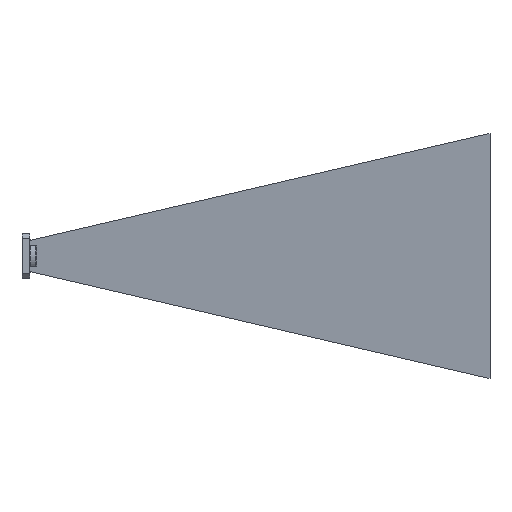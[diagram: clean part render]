
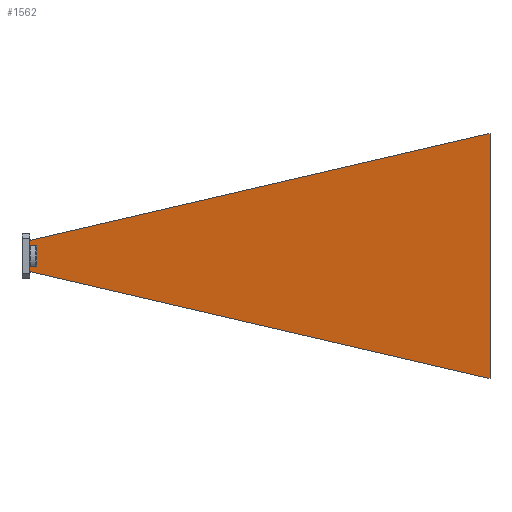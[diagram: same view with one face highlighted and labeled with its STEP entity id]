
A CAD part, front view. The second image highlights one B-rep face of the part: STEP entity #1562.
In plain terms, the highlighted planar face has unit normal (-0.152, -0.988, 0).
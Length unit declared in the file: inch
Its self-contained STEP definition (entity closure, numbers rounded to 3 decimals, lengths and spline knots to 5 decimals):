
#26 = EDGE_LOOP ( 'NONE', ( #1569, #466, #1088, #989, #3048, #2677, #2360, #1410 ) ) ;
#176 = LINE ( 'NONE', #3118, #1008 ) ;
#356 = EDGE_CURVE ( 'NONE', #1018, #3183, #618, .T. ) ;
#371 = LINE ( 'NONE', #2977, #682 ) ;
#382 = DIRECTION ( 'NONE',  ( 0., 0., -1. ) ) ;
#393 = CARTESIAN_POINT ( 'NONE',  ( 9.19, -1.535, 2.407 ) ) ;
#430 = LINE ( 'NONE', #1711, #1319 ) ;
#466 = ORIENTED_EDGE ( 'NONE', *, *, #2714, .T. ) ;
#529 = EDGE_CURVE ( 'NONE', #1018, #2673, #1061, .T. ) ;
#553 = VERTEX_POINT ( 'NONE', #1307 ) ;
#618 = LINE ( 'NONE', #1649, #2374 ) ;
#679 = VECTOR ( 'NONE', #3124, 39.37008 ) ;
#682 = VECTOR ( 'NONE', #2478, 39.37008 ) ;
#800 = DIRECTION ( 'NONE',  ( 0.963, -0.148, -0.224 ) ) ;
#807 = CARTESIAN_POINT ( 'NONE',  ( 0.156, -0.147, 0.304 ) ) ;
#809 = VECTOR ( 'NONE', #3038, 39.37008 ) ;
#918 = EDGE_CURVE ( 'NONE', #2673, #2257, #176, .T. ) ;
#964 = DIRECTION ( 'NONE',  ( 0., 0., -1. ) ) ;
#989 = ORIENTED_EDGE ( 'NONE', *, *, #3326, .F. ) ;
#1008 = VECTOR ( 'NONE', #1256, 39.37008 ) ;
#1018 = VERTEX_POINT ( 'NONE', #807 ) ;
#1061 = LINE ( 'NONE', #2836, #679 ) ;
#1088 = ORIENTED_EDGE ( 'NONE', *, *, #2346, .T. ) ;
#1123 = VECTOR ( 'NONE', #964, 39.37008 ) ;
#1171 = CARTESIAN_POINT ( 'NONE',  ( 0.285, -0.16682, -0.205 ) ) ;
#1200 = CARTESIAN_POINT ( 'NONE',  ( -0.01847, -0.12019, 0. ) ) ;
#1250 = CARTESIAN_POINT ( 'NONE',  ( 0.156, -0.147, -0.205 ) ) ;
#1256 = DIRECTION ( 'NONE',  ( 0., 0., -1. ) ) ;
#1307 = CARTESIAN_POINT ( 'NONE',  ( 0.156, -0.147, -0.304 ) ) ;
#1319 = VECTOR ( 'NONE', #1746, 39.37008 ) ;
#1410 = ORIENTED_EDGE ( 'NONE', *, *, #529, .F. ) ;
#1478 = VERTEX_POINT ( 'NONE', #3128 ) ;
#1562 = ADVANCED_FACE ( 'NONE', ( #3208 ), #1592, .F. ) ;
#1569 = ORIENTED_EDGE ( 'NONE', *, *, #356, .T. ) ;
#1585 = LINE ( 'NONE', #3147, #2163 ) ;
#1592 = PLANE ( 'NONE',  #2300 ) ;
#1649 = CARTESIAN_POINT ( 'NONE',  ( 0.156, -0.147, 0.304 ) ) ;
#1711 = CARTESIAN_POINT ( 'NONE',  ( -0.01847, -0.12019, 0.205 ) ) ;
#1720 = CARTESIAN_POINT ( 'NONE',  ( 0.285, -0.16682, 0. ) ) ;
#1746 = DIRECTION ( 'NONE',  ( 0.988, -0.152, 0. ) ) ;
#1981 = LINE ( 'NONE', #3334, #809 ) ;
#2163 = VECTOR ( 'NONE', #800, 39.37008 ) ;
#2227 = DIRECTION ( 'NONE',  ( 0.152, 0.988, 0. ) ) ;
#2237 = EDGE_CURVE ( 'NONE', #553, #2257, #1585, .T. ) ;
#2257 = VERTEX_POINT ( 'NONE', #3004 ) ;
#2300 = AXIS2_PLACEMENT_3D ( 'NONE', #1200, #2227, #3286 ) ;
#2335 = EDGE_CURVE ( 'NONE', #3091, #553, #371, .T. ) ;
#2346 = EDGE_CURVE ( 'NONE', #1478, #2881, #3310, .T. ) ;
#2360 = ORIENTED_EDGE ( 'NONE', *, *, #918, .F. ) ;
#2374 = VECTOR ( 'NONE', #382, 39.37008 ) ;
#2424 = CARTESIAN_POINT ( 'NONE',  ( 0.156, -0.147, 0.205 ) ) ;
#2478 = DIRECTION ( 'NONE',  ( 0., 0., -1. ) ) ;
#2673 = VERTEX_POINT ( 'NONE', #393 ) ;
#2677 = ORIENTED_EDGE ( 'NONE', *, *, #2237, .T. ) ;
#2714 = EDGE_CURVE ( 'NONE', #3183, #1478, #430, .T. ) ;
#2836 = CARTESIAN_POINT ( 'NONE',  ( 0.156, -0.147, 0.304 ) ) ;
#2881 = VERTEX_POINT ( 'NONE', #1171 ) ;
#2977 = CARTESIAN_POINT ( 'NONE',  ( 0.156, -0.147, 0.304 ) ) ;
#3004 = CARTESIAN_POINT ( 'NONE',  ( 9.19, -1.535, -2.407 ) ) ;
#3038 = DIRECTION ( 'NONE',  ( 0.988, -0.152, 0. ) ) ;
#3048 = ORIENTED_EDGE ( 'NONE', *, *, #2335, .T. ) ;
#3091 = VERTEX_POINT ( 'NONE', #1250 ) ;
#3118 = CARTESIAN_POINT ( 'NONE',  ( 9.19, -1.535, 2.407 ) ) ;
#3124 = DIRECTION ( 'NONE',  ( 0.963, -0.148, 0.224 ) ) ;
#3128 = CARTESIAN_POINT ( 'NONE',  ( 0.285, -0.16682, 0.205 ) ) ;
#3147 = CARTESIAN_POINT ( 'NONE',  ( 0.156, -0.147, -0.304 ) ) ;
#3183 = VERTEX_POINT ( 'NONE', #2424 ) ;
#3208 = FACE_OUTER_BOUND ( 'NONE', #26, .T. ) ;
#3286 = DIRECTION ( 'NONE',  ( -0.988, 0.152, 0. ) ) ;
#3310 = LINE ( 'NONE', #1720, #1123 ) ;
#3326 = EDGE_CURVE ( 'NONE', #3091, #2881, #1981, .T. ) ;
#3334 = CARTESIAN_POINT ( 'NONE',  ( -0.01847, -0.12019, -0.205 ) ) ;
